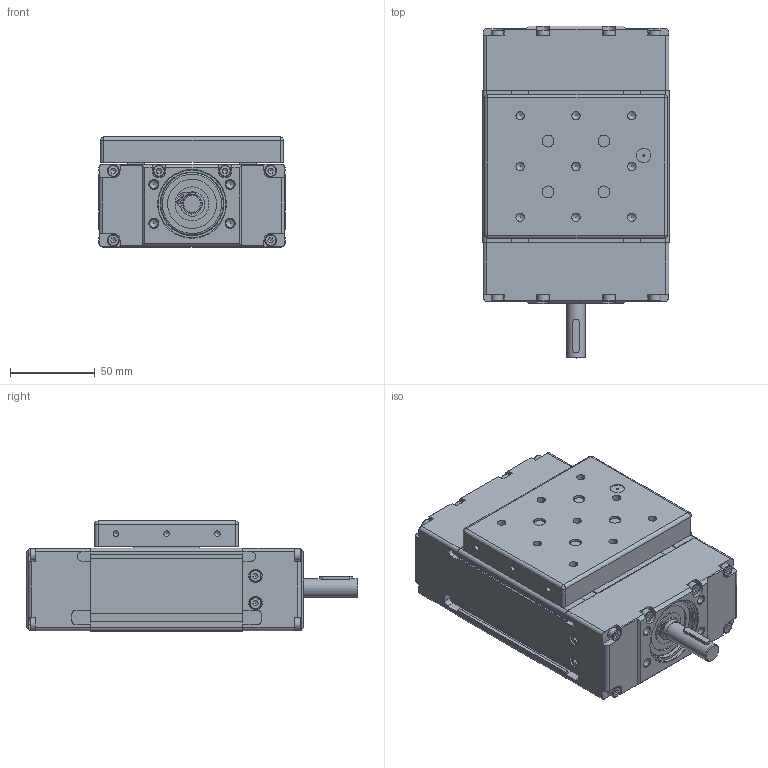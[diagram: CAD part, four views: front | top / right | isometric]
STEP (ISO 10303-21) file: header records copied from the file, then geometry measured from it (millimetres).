
FILE_DESCRIPTION((''),'2;1');
FILE_NAME('CTV 110 S 1 ASM.stp','2011-05-23T10:35:39',('Matej'),(''),'Autodesk Inventor 2011','Autodesk Inventor 2011','');
FILE_SCHEMA(('AUTOMOTIVE_DESIGN { 1 0 10303 214 1 1 1 1 }'));
Length unit declared in the file: millimetre
Products named in the file (7): CTV 110 S 1 ASM; CTV 110 S 1; PROFIL CTV 110 S; KONČNI DEL CTV 110; POGONSKI DEL CTV 110; VOZIČEK CTV 110 S; PLOŠČA CTV 110 S
Assembly tree (6 placements, depth 3):
  CTV 110 S 1 ASM
    CTV 110 S 1
      PROFIL CTV 110 S
      KONČNI DEL CTV 110
      POGONSKI DEL CTV 110
      VOZIČEK CTV 110 S
      PLOŠČA CTV 110 S
Bounding box: 110 x 196 x 65 mm (x, y, z)
Volume: 979476.2 mm3; surface area: 135487.6 mm2
Topology: 6 solids, 10 shells, 547 faces, 1397 edges, 904 vertices
Faces by surface type: plane 347, cylinder 138, cone 36, torus 22, sphere 4
Full cylindrical faces by diameter (mm): 1 x3, 1.7 x2, 3.242 x6, 4 x4, 4.134 x4, 4.2 x4, 4.917 x13, 5 x4, 7 x20, 8 x4, 8.5 x3, 10 x6, 11 x1, 11.5 x1, 12 x2, 20 x1, 29 x1, 37 x1, 40 x1
Entity records: 15827 total; most frequent: CARTESIAN_POINT 2778, DIRECTION 2576, ORIENTED_EDGE 2412, EDGE_CURVE 1206, AXIS2_PLACEMENT_3D 874, VERTEX_POINT 856, VECTOR 828, LINE 828
